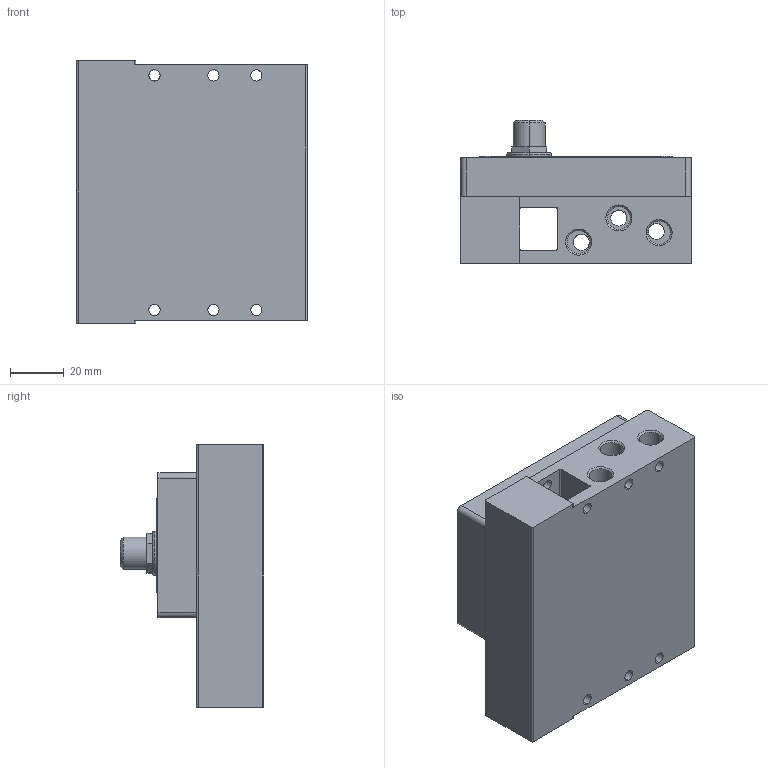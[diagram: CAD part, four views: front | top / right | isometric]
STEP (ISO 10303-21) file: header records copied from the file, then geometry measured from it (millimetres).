
FILE_DESCRIPTION (( 'STEP AP203' ), '1' );
FILE_NAME ('ES1VM-2F-M7LK16.STEP', '2022-08-23T11:43:52', ( '' ), ( '' ), 'SwSTEP 2.0', 'SolidWorks 2022', '' );
FILE_SCHEMA (( 'CONFIG_CONTROL_DESIGN' ));
Length unit declared in the file: millimetre
Products named in the file (1): ES1VM-2F-M7LK16
Bounding box: 86 x 53.6 x 98 mm (x, y, z)
Volume: 240987.2 mm3; surface area: 45159.9 mm2
Topology: 1 solids, 1 shells, 205 faces, 498 edges, 320 vertices
Faces by surface type: cylinder 100, plane 61, cone 32, bspline 12
Entity records: 6481 total; most frequent: CARTESIAN_POINT 1394, DIRECTION 1122, ORIENTED_EDGE 996, EDGE_CURVE 498, AXIS2_PLACEMENT_3D 452, VERTEX_POINT 320, CIRCLE 258, EDGE_LOOP 258
